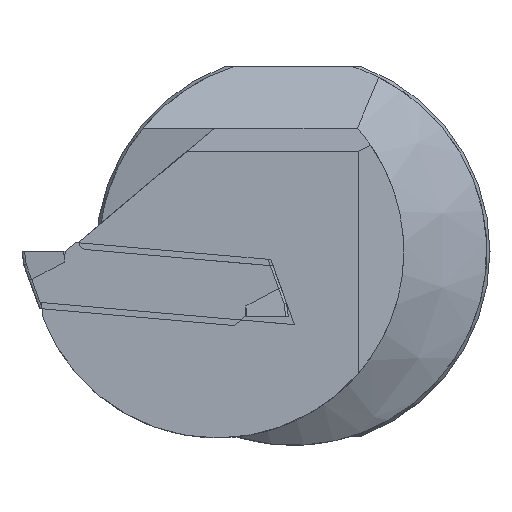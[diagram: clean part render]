
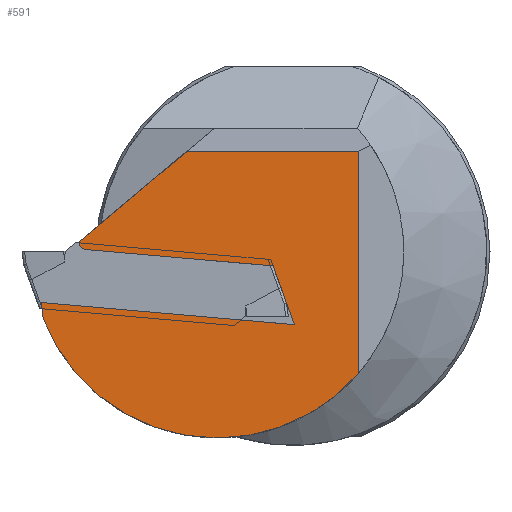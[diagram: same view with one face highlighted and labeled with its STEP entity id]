
A CAD part, left-side view. The second image highlights one B-rep face of the part: STEP entity #591.
In plain terms, the highlighted planar face has unit normal (-1, 0, 0).
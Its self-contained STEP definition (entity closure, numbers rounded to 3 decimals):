
#57=CIRCLE('',#1629,15.15);
#58=CIRCLE('',#1630,0.5);
#591=ADVANCED_FACE('',(#689),#637,.T.);
#637=PLANE('',#1631);
#689=FACE_OUTER_BOUND('',#748,.T.);
#748=EDGE_LOOP('',(#973,#974,#975,#976,#977,#978,#979,#980,#981));
#973=ORIENTED_EDGE('',*,*,#1307,.T.);
#974=ORIENTED_EDGE('',*,*,#1308,.T.);
#975=ORIENTED_EDGE('',*,*,#1309,.F.);
#976=ORIENTED_EDGE('',*,*,#1286,.F.);
#977=ORIENTED_EDGE('',*,*,#1310,.F.);
#978=ORIENTED_EDGE('',*,*,#1311,.T.);
#979=ORIENTED_EDGE('',*,*,#1312,.T.);
#980=ORIENTED_EDGE('',*,*,#1313,.T.);
#981=ORIENTED_EDGE('',*,*,#1314,.T.);
#1152=VERTEX_POINT('',#2164);
#1153=VERTEX_POINT('',#2166);
#1171=VERTEX_POINT('',#2266);
#1172=VERTEX_POINT('',#2267);
#1173=VERTEX_POINT('',#2269);
#1174=VERTEX_POINT('',#2272);
#1175=VERTEX_POINT('',#2274);
#1176=VERTEX_POINT('',#2276);
#1177=VERTEX_POINT('',#2278);
#1286=EDGE_CURVE('',#1152,#1153,#1419,.T.);
#1307=EDGE_CURVE('',#1171,#1172,#1425,.T.);
#1308=EDGE_CURVE('',#1172,#1173,#1426,.T.);
#1309=EDGE_CURVE('',#1153,#1173,#57,.T.);
#1310=EDGE_CURVE('',#1174,#1152,#1427,.T.);
#1311=EDGE_CURVE('',#1174,#1175,#1428,.T.);
#1312=EDGE_CURVE('',#1175,#1176,#58,.T.);
#1313=EDGE_CURVE('',#1176,#1177,#1429,.T.);
#1314=EDGE_CURVE('',#1177,#1171,#1430,.T.);
#1419=LINE('',#2165,#1520);
#1425=LINE('',#2265,#1526);
#1426=LINE('',#2268,#1527);
#1427=LINE('',#2271,#1528);
#1428=LINE('',#2273,#1529);
#1429=LINE('',#2277,#1530);
#1430=LINE('',#2279,#1531);
#1520=VECTOR('',#1848,1.);
#1526=VECTOR('',#1880,1.);
#1527=VECTOR('',#1881,1.);
#1528=VECTOR('',#1884,1.);
#1529=VECTOR('',#1885,1.);
#1530=VECTOR('',#1888,1.);
#1531=VECTOR('',#1889,1.);
#1629=AXIS2_PLACEMENT_3D('',#2270,#1882,#1883);
#1630=AXIS2_PLACEMENT_3D('',#2275,#1886,#1887);
#1631=AXIS2_PLACEMENT_3D('',#2280,#1890,#1891);
#1848=DIRECTION('',(0.,0.,-1.));
#1880=DIRECTION('',(0.,0.996,0.087));
#1881=DIRECTION('',(0.,-0.122,-0.993));
#1882=DIRECTION('',(1.,0.,0.));
#1883=DIRECTION('',(0.,1.,0.));
#1884=DIRECTION('',(0.,-1.,0.));
#1885=DIRECTION('',(0.,0.766,-0.643));
#1886=DIRECTION('',(-1.,0.,0.));
#1887=DIRECTION('',(0.,1.,0.));
#1888=DIRECTION('',(0.,-0.996,-0.087));
#1889=DIRECTION('',(0.,-0.342,-0.94));
#1890=DIRECTION('',(-1.,0.,0.));
#1891=DIRECTION('',(0.,1.,0.));
#2164=CARTESIAN_POINT('',(0.3,-5.3,8.135));
#2165=CARTESIAN_POINT('',(0.3,-5.3,0.));
#2166=CARTESIAN_POINT('',(0.3,-5.3,-9.921));
#2265=CARTESIAN_POINT('',(0.3,0.516,-5.895));
#2266=CARTESIAN_POINT('',(0.3,-0.12,-5.951));
#2267=CARTESIAN_POINT('',(0.3,20.438,-4.152));
#2268=CARTESIAN_POINT('',(0.3,20.637,-2.534));
#2269=CARTESIAN_POINT('',(0.3,20.275,-5.478));
#2270=CARTESIAN_POINT('',(0.3,6.15,0.));
#2271=CARTESIAN_POINT('',(0.3,0.,8.135));
#2272=CARTESIAN_POINT('',(0.3,8.601,8.135));
#2273=CARTESIAN_POINT('',(0.3,7.559,9.009));
#2274=CARTESIAN_POINT('',(0.3,17.276,0.856));
#2275=CARTESIAN_POINT('',(0.3,16.82,0.651));
#2276=CARTESIAN_POINT('',(0.3,16.863,0.153));
#2277=CARTESIAN_POINT('',(0.3,0.115,-1.312));
#2278=CARTESIAN_POINT('',(0.3,1.616,-1.181));
#2279=CARTESIAN_POINT('',(0.3,1.806,-0.657));
#2280=CARTESIAN_POINT('',(0.3,0.,0.));
